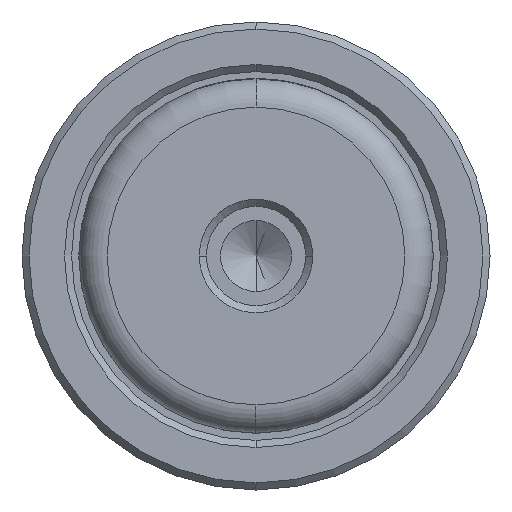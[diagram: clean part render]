
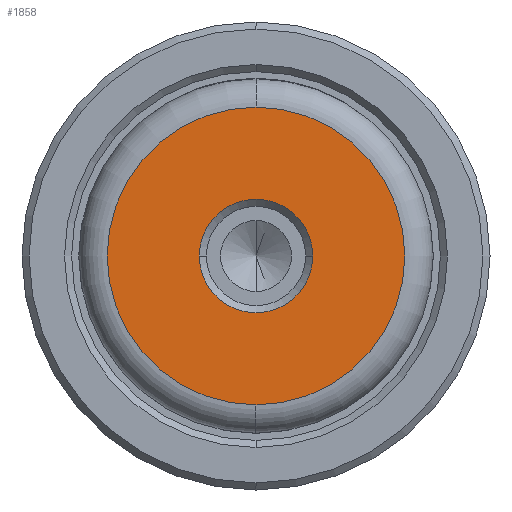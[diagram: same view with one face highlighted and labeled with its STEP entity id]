
A CAD part, left-side view. The second image highlights one B-rep face of the part: STEP entity #1858.
In plain terms, the highlighted planar face has unit normal (-1, 0, 0).
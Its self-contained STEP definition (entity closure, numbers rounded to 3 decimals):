
#63 = DIRECTION ( 'NONE',  ( 0., 0., 1. ) ) ;
#84 = FACE_OUTER_BOUND ( 'NONE', #346, .T. ) ;
#235 = CARTESIAN_POINT ( 'NONE',  ( 0., 0., -10.497 ) ) ;
#304 = DIRECTION ( 'NONE',  ( -1., 0., 0. ) ) ;
#329 = CIRCLE ( 'NONE', #1280, 4. ) ;
#346 = EDGE_LOOP ( 'NONE', ( #2106, #498 ) ) ;
#358 = CARTESIAN_POINT ( 'NONE',  ( 0., 0., 0. ) ) ;
#361 = CIRCLE ( 'NONE', #1525, 10.497 ) ;
#461 = ORIENTED_EDGE ( 'NONE', *, *, #822, .T. ) ;
#498 = ORIENTED_EDGE ( 'NONE', *, *, #1723, .T. ) ;
#555 = EDGE_LOOP ( 'NONE', ( #1703, #461 ) ) ;
#604 = CARTESIAN_POINT ( 'NONE',  ( 0., 4., 0. ) ) ;
#706 = AXIS2_PLACEMENT_3D ( 'NONE', #358, #2083, #930 ) ;
#732 = CARTESIAN_POINT ( 'NONE',  ( 0., 0., 0. ) ) ;
#741 = DIRECTION ( 'NONE',  ( 0., 0., 1. ) ) ;
#784 = EDGE_CURVE ( 'NONE', #2256, #2360, #329, .T. ) ;
#822 = EDGE_CURVE ( 'NONE', #2360, #2256, #1863, .T. ) ;
#930 = DIRECTION ( 'NONE',  ( 0., 0., 1. ) ) ;
#1052 = FACE_BOUND ( 'NONE', #555, .T. ) ;
#1122 = CARTESIAN_POINT ( 'NONE',  ( 0., 0., 10.497 ) ) ;
#1132 = DIRECTION ( 'NONE',  ( 1., 0., 0. ) ) ;
#1211 = DIRECTION ( 'NONE',  ( 1., 0., 0. ) ) ;
#1219 = DIRECTION ( 'NONE',  ( -1., 0., 0. ) ) ;
#1254 = CIRCLE ( 'NONE', #2081, 10.497 ) ;
#1280 = AXIS2_PLACEMENT_3D ( 'NONE', #732, #1211, #741 ) ;
#1405 = AXIS2_PLACEMENT_3D ( 'NONE', #2267, #1132, #2462 ) ;
#1461 = CARTESIAN_POINT ( 'NONE',  ( 0., 0., 0. ) ) ;
#1490 = EDGE_CURVE ( 'NONE', #2196, #2072, #1254, .T. ) ;
#1513 = PLANE ( 'NONE',  #706 ) ;
#1525 = AXIS2_PLACEMENT_3D ( 'NONE', #2362, #1219, #63 ) ;
#1661 = DIRECTION ( 'NONE',  ( 0., 0., 1. ) ) ;
#1703 = ORIENTED_EDGE ( 'NONE', *, *, #784, .T. ) ;
#1723 = EDGE_CURVE ( 'NONE', #2072, #2196, #361, .T. ) ;
#1858 = ADVANCED_FACE ( 'NONE', ( #1052, #84 ), #1513, .T. ) ;
#1863 = CIRCLE ( 'NONE', #1405, 4. ) ;
#1920 = CARTESIAN_POINT ( 'NONE',  ( 0., -4., 0. ) ) ;
#2072 = VERTEX_POINT ( 'NONE', #235 ) ;
#2081 = AXIS2_PLACEMENT_3D ( 'NONE', #1461, #304, #1661 ) ;
#2083 = DIRECTION ( 'NONE',  ( -1., 0., 0. ) ) ;
#2106 = ORIENTED_EDGE ( 'NONE', *, *, #1490, .T. ) ;
#2196 = VERTEX_POINT ( 'NONE', #1122 ) ;
#2256 = VERTEX_POINT ( 'NONE', #1920 ) ;
#2267 = CARTESIAN_POINT ( 'NONE',  ( 0., 0., 0. ) ) ;
#2360 = VERTEX_POINT ( 'NONE', #604 ) ;
#2362 = CARTESIAN_POINT ( 'NONE',  ( 0., 0., 0. ) ) ;
#2462 = DIRECTION ( 'NONE',  ( 0., 0., 1. ) ) ;
